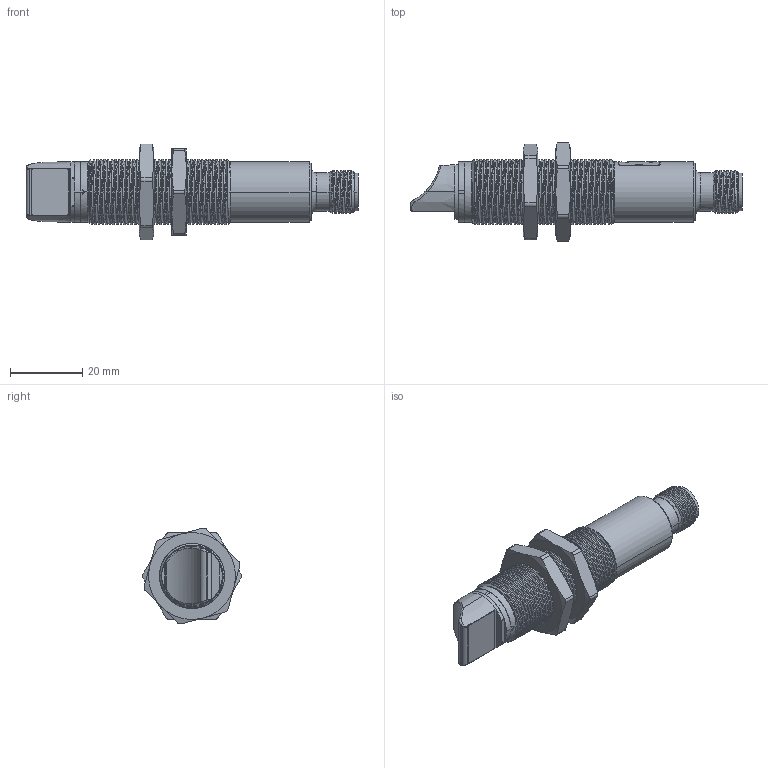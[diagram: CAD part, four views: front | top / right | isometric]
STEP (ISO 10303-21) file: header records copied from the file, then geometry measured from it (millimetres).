
FILE_DESCRIPTION((''),'2;1');
FILE_NAME('VL18_M18_HOUSING_GLV_SIDELOOKER_ASM','2011-12-13T',('sereneee'),(''),'PRO/ENGINEER BY PARAMETRIC TECHNOLOGY CORPORATION, 2006140','PRO/ENGINEER BY PARAMETRIC TECHNOLOGY CORPORATION, 2006140','');
FILE_SCHEMA(('CONFIG_CONTROL_DESIGN'));
Length unit declared in the file: millimetre
Products named in the file (19): MANIFOLD_SOLID_BREP_4712; SG16613-VL18_54_S-OK-FR_FUNNEL__ASM; 542686-MIRROR-1_2; SG02830-GLV18SIDELOOKER-OK-CN_1; GLV18-CAP-AS_ASM_1_ASM; SG16610-VL18_54_S-O-OA_OPHD_ASM_ASM; MANIFOLD_SOLID_BREP_47011; SG00270-WINDOW_1_ASM; SG00263-PINION_1; SG00259-POTI_KNOB_1; SG00279-M18_WINDOW_SA1_ASM_1_ASM; ASM0001_ASM; SG16615-VL18_54_S-OB-HG_M18HG_1; M18_NUT_1; SG00273-04AW40_1; SG00267-04AW39_1; SG00260-04AW40_ASM_1_ASM; SG16609-VL18_54_S-O-MA1_ASM_7_ASM; VL18_M18_HOUSING_GLV_SIDELOOKER_ASM
Assembly tree (22 placements, depth 6):
  VL18_M18_HOUSING_GLV_SIDELOOKER_ASM
    SG16609-VL18_54_S-O-MA1_ASM_7_ASM
      SG16610-VL18_54_S-O-OA_OPHD_ASM_ASM
        SG16613-VL18_54_S-OK-FR_FUNNEL__ASM
          MANIFOLD_SOLID_BREP_4712
        GLV18-CAP-AS_ASM_1_ASM
          542686-MIRROR-1_2
          SG02830-GLV18SIDELOOKER-OK-CN_1
      ASM0001_ASM
        SG00279-M18_WINDOW_SA1_ASM_1_ASM
          SG00270-WINDOW_1_ASM
            MANIFOLD_SOLID_BREP_47011
          SG00263-PINION_1
          SG00259-POTI_KNOB_1
      SG16615-VL18_54_S-OB-HG_M18HG_1
      M18_NUT_1  x2
      SG00260-04AW40_ASM_1_ASM
        SG00273-04AW40_1
        SG00267-04AW39_1  x4
Bounding box: 91.85 x 27.4 x 26.54 mm (x, y, z)
Volume: 6791.5 mm3; surface area: 16264.5 mm2
Topology: 14 solids, 14 shells, 898 faces, 2485 edges, 1616 vertices
Faces by surface type: cylinder 364, plane 351, cone 112, bspline 40, torus 21, sphere 10
Entity records: 38584 total; most frequent: CARTESIAN_POINT 18080, ORIENTED_EDGE 4490, DIRECTION 3898, EDGE_CURVE 2245, VERTEX_POINT 1484, AXIS2_PLACEMENT_3D 1374, VECTOR 1150, LINE 1150
